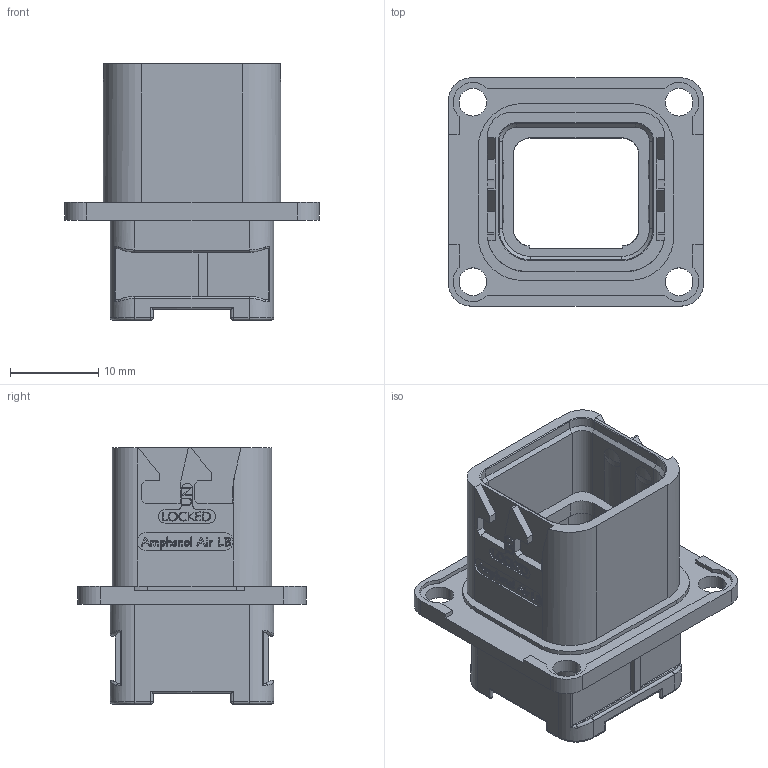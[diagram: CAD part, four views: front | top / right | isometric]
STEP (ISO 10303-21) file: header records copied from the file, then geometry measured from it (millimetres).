
FILE_DESCRIPTION((''),'2;1');
FILE_NAME('SIM2B24O000','2019-09-18T',('presta_be4'),(''),'PRO/ENGINEER BY PARAMETRIC TECHNOLOGY CORPORATION, 2014310','PRO/ENGINEER BY PARAMETRIC TECHNOLOGY CORPORATION, 2014310','');
FILE_SCHEMA(('CONFIG_CONTROL_DESIGN'));
Products named in the file (1): SIM2B24O000
Bounding box: 28.8 x 25.8 x 28.97 mm (x, y, z)
Volume: 4073.4 mm3; surface area: 4950.4 mm2
Topology: 1 solids, 1 shells, 1624 faces, 4494 edges, 2950 vertices
Faces by surface type: plane 818, extrusion 608, cylinder 118, torus 28, bspline 28, sphere 16, cone 8
Entity records: 54465 total; most frequent: CARTESIAN_POINT 15541, ORIENTED_EDGE 8972, DIRECTION 5984, EDGE_CURVE 4486, VECTOR 3472, VERTEX_POINT 2950, LINE 2864, B_SPLINE_CURVE_WITH_KNOTS 1962
